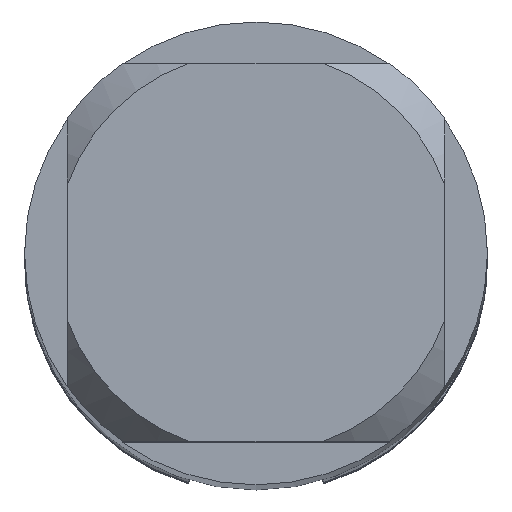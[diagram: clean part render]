
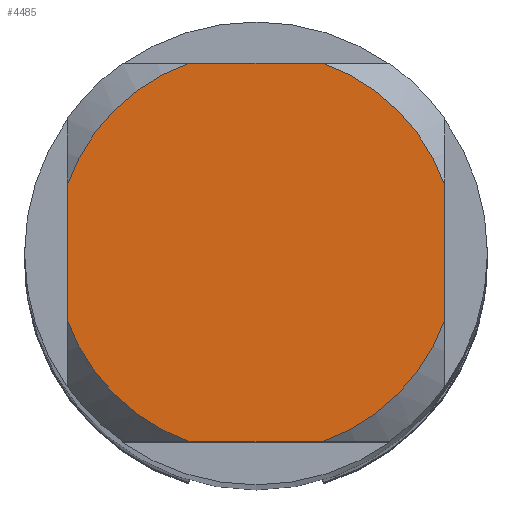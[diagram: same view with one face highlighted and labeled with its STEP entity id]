
A CAD part, top view. The second image highlights one B-rep face of the part: STEP entity #4485.
In plain terms, the highlighted planar face has unit normal (0, 0, 1).
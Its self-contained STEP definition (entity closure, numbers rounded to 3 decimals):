
#1721=EDGE_CURVE('',#2149,#2881,#4965,.T.);
#1931=EDGE_CURVE('',#3873,#3983,#5199,.T.);
#2053=VERTEX_POINT('',#5331);
#2149=VERTEX_POINT('',#5439);
#2513=EDGE_CURVE('',#2149,#2591,#5841,.T.);
#2591=VERTEX_POINT('',#5926);
#2881=VERTEX_POINT('',#6241);
#3187=EDGE_CURVE('',#3383,#3983,#6581,.T.);
#3383=VERTEX_POINT('',#6798);
#3629=VERTEX_POINT('',#7059);
#3873=VERTEX_POINT('',#7325);
#3983=VERTEX_POINT('',#7445);
#4023=EDGE_CURVE('',#3873,#2053,#7488,.T.);
#4115=EDGE_CURVE('',#3383,#2591,#7586,.T.);
#4287=EDGE_CURVE('',#3629,#2881,#7769,.T.);
#4331=EDGE_CURVE('',#3629,#2053,#7818,.T.);
#4485=ADVANCED_FACE('',(#7985),#7986,.T.);
#4965=CIRCLE('',#8595,2.6);
#5199=CIRCLE('',#8991,2.6);
#5331=CARTESIAN_POINT('',(-2.45,-0.87,0.0));
#5439=CARTESIAN_POINT('',(2.45,-0.87,0.0));
#5841=LINE('',#10055,#10056);
#5926=CARTESIAN_POINT('',(2.45,0.87,0.0));
#6241=CARTESIAN_POINT('',(0.87,-2.45,0.0));
#6581=LINE('',#11384,#11385);
#6798=CARTESIAN_POINT('',(0.87,2.45,0.0));
#7059=CARTESIAN_POINT('',(-0.87,-2.45,0.0));
#7325=CARTESIAN_POINT('',(-2.45,0.87,0.0));
#7445=CARTESIAN_POINT('',(-0.87,2.45,0.0));
#7488=LINE('',#13207,#13208);
#7586=CIRCLE('',#13387,2.6);
#7769=LINE('',#13691,#13692);
#7818=CIRCLE('',#13788,2.6);
#7985=FACE_OUTER_BOUND('',#14069,.T.);
#7986=PLANE('',#14070);
#8595=AXIS2_PLACEMENT_3D('',#14790,#14791,#14792);
#8991=AXIS2_PLACEMENT_3D('',#15056,#15057,#15058);
#10055=CARTESIAN_POINT('',(2.45,0.65,0.0));
#10056=VECTOR('',#15974,1.0);
#11384=CARTESIAN_POINT('',(0.0,2.45,0.0));
#11385=VECTOR('',#16909,1.0);
#13207=CARTESIAN_POINT('',(-2.45,0.65,0.0));
#13208=VECTOR('',#17850,1.0);
#13387=AXIS2_PLACEMENT_3D('',#17923,#17924,#17925);
#13691=CARTESIAN_POINT('',(0.0,-2.45,0.0));
#13692=VECTOR('',#18097,1.0);
#13788=AXIS2_PLACEMENT_3D('',#18146,#18147,#18148);
#14069=EDGE_LOOP('',(#18306,#18307,#18308,#18309,#18310,#18311,#18312,#18313));
#14070=AXIS2_PLACEMENT_3D('',#18314,#18315,#18316);
#14790=CARTESIAN_POINT('',(0.0,0.0,0.0));
#14791=DIRECTION('',(0.0,0.0,-1.0));
#14792=DIRECTION('',(0.0,1.0,0.0));
#15056=CARTESIAN_POINT('',(0.0,0.0,0.0));
#15057=DIRECTION('',(0.0,0.0,-1.0));
#15058=DIRECTION('',(0.0,1.0,0.0));
#15974=DIRECTION('',(-0.0,1.0,0.0));
#16909=DIRECTION('',(-1.0,0.0,0.0));
#17850=DIRECTION('',(-0.0,-1.0,0.0));
#17923=CARTESIAN_POINT('',(0.0,0.0,0.0));
#17924=DIRECTION('',(0.0,0.0,-1.0));
#17925=DIRECTION('',(0.0,1.0,0.0));
#18097=DIRECTION('',(1.0,0.0,0.0));
#18146=CARTESIAN_POINT('',(0.0,0.0,0.0));
#18147=DIRECTION('',(0.0,0.0,-1.0));
#18148=DIRECTION('',(0.0,1.0,0.0));
#18306=ORIENTED_EDGE('',*,*,#4023,.T.);
#18307=ORIENTED_EDGE('',*,*,#4331,.F.);
#18308=ORIENTED_EDGE('',*,*,#4287,.T.);
#18309=ORIENTED_EDGE('',*,*,#1721,.F.);
#18310=ORIENTED_EDGE('',*,*,#2513,.T.);
#18311=ORIENTED_EDGE('',*,*,#4115,.F.);
#18312=ORIENTED_EDGE('',*,*,#3187,.T.);
#18313=ORIENTED_EDGE('',*,*,#1931,.F.);
#18314=CARTESIAN_POINT('',(0.0,1.3,0.0));
#18315=DIRECTION('',(-0.0,0.0,1.0));
#18316=DIRECTION('',(0.0,-1.0,0.0));
